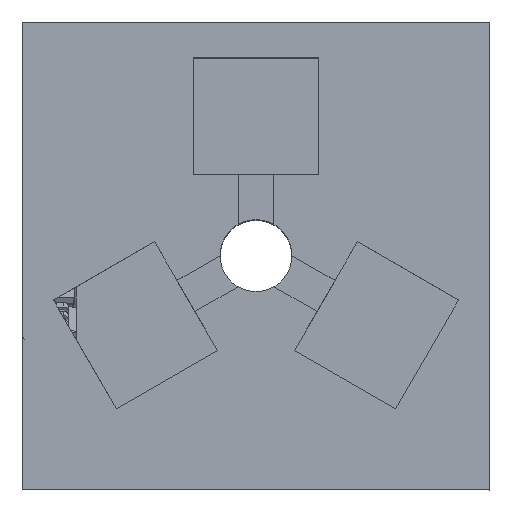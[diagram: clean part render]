
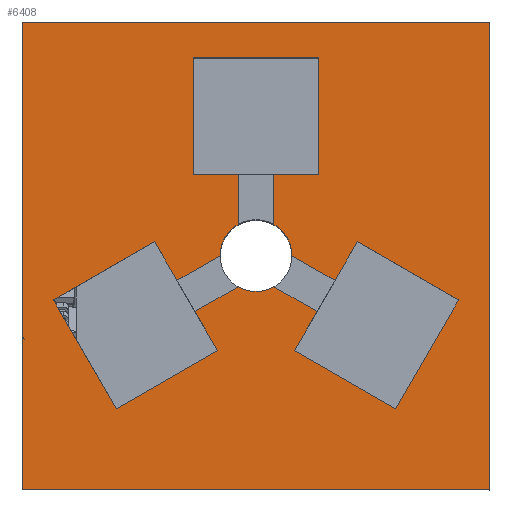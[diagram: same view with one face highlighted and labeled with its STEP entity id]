
A CAD part, top view. The second image highlights one B-rep face of the part: STEP entity #6408.
In plain terms, the highlighted planar face has unit normal (0, 0, 1).
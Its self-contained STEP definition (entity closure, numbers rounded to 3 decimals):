
#26=FACE_BOUND('',#1038,.T.);
#396=CIRCLE('',#6832,2.);
#398=CIRCLE('',#6834,2.);
#400=CIRCLE('',#6836,2.);
#706=FACE_OUTER_BOUND('',#1037,.T.);
#1037=EDGE_LOOP('',(#5476,#5477,#5478,#5479,#5480));
#1038=EDGE_LOOP('',(#5481,#5482,#5483,#5484,#5485,#5486,#5487,#5488,#5489,
#5490,#5491,#5492,#5493,#5494,#5495,#5496,#5497,#5498,#5499,#5500,#5501,
#5502,#5503,#5504));
#1447=LINE('',#9764,#2191);
#1460=LINE('',#9793,#2204);
#1468=LINE('',#9811,#2212);
#1545=LINE('',#10020,#2289);
#1549=LINE('',#10029,#2293);
#1553=LINE('',#10038,#2297);
#1557=LINE('',#10045,#2301);
#1559=LINE('',#10050,#2303);
#1563=LINE('',#10059,#2307);
#1567=LINE('',#10066,#2311);
#1569=LINE('',#10070,#2313);
#1571=LINE('',#10074,#2315);
#1574=LINE('',#10078,#2318);
#1575=LINE('',#10081,#2319);
#1577=LINE('',#10084,#2321);
#1578=LINE('',#10085,#2322);
#1580=LINE('',#10089,#2324);
#1582=LINE('',#10092,#2326);
#1583=LINE('',#10093,#2327);
#1744=LINE('',#10418,#2488);
#1757=LINE('',#10439,#2501);
#1758=LINE('',#10440,#2502);
#1786=LINE('',#10491,#2530);
#1791=LINE('',#10501,#2535);
#1796=LINE('',#10510,#2540);
#1797=LINE('',#10512,#2541);
#2191=VECTOR('',#8036,10.);
#2204=VECTOR('',#8055,10.);
#2212=VECTOR('',#8067,10.);
#2289=VECTOR('',#8242,10.);
#2293=VECTOR('',#8248,10.);
#2297=VECTOR('',#8254,10.);
#2301=VECTOR('',#8260,10.);
#2303=VECTOR('',#8264,10.);
#2307=VECTOR('',#8270,10.);
#2311=VECTOR('',#8276,10.);
#2313=VECTOR('',#8280,10.);
#2315=VECTOR('',#8284,10.);
#2318=VECTOR('',#8287,10.);
#2319=VECTOR('',#8290,10.);
#2321=VECTOR('',#8294,10.);
#2322=VECTOR('',#8295,10.);
#2324=VECTOR('',#8299,10.);
#2326=VECTOR('',#8303,10.);
#2327=VECTOR('',#8304,10.);
#2488=VECTOR('',#8573,10.);
#2501=VECTOR('',#8588,10.);
#2502=VECTOR('',#8589,10.);
#2530=VECTOR('',#8637,10.);
#2535=VECTOR('',#8644,10.);
#2540=VECTOR('',#8655,10.);
#2541=VECTOR('',#8658,10.);
#2851=VERTEX_POINT('',#9762);
#2852=VERTEX_POINT('',#9763);
#2864=VERTEX_POINT('',#9791);
#2865=VERTEX_POINT('',#9792);
#2872=VERTEX_POINT('',#9809);
#2873=VERTEX_POINT('',#9810);
#2890=VERTEX_POINT('',#9850);
#2892=VERTEX_POINT('',#9855);
#2894=VERTEX_POINT('',#9860);
#2955=VERTEX_POINT('',#10018);
#2956=VERTEX_POINT('',#10019);
#2959=VERTEX_POINT('',#10027);
#2960=VERTEX_POINT('',#10028);
#2963=VERTEX_POINT('',#10036);
#2964=VERTEX_POINT('',#10037);
#2967=VERTEX_POINT('',#10048);
#2968=VERTEX_POINT('',#10049);
#2971=VERTEX_POINT('',#10057);
#2972=VERTEX_POINT('',#10058);
#2975=VERTEX_POINT('',#10069);
#2976=VERTEX_POINT('',#10073);
#2978=VERTEX_POINT('',#10080);
#2979=VERTEX_POINT('',#10088);
#3088=VERTEX_POINT('',#10415);
#3089=VERTEX_POINT('',#10417);
#3092=VERTEX_POINT('',#10431);
#3095=VERTEX_POINT('',#10436);
#3096=VERTEX_POINT('',#10438);
#3114=VERTEX_POINT('',#10507);
#3569=EDGE_CURVE('',#2851,#2852,#1447,.T.);
#3582=EDGE_CURVE('',#2864,#2865,#1460,.T.);
#3590=EDGE_CURVE('',#2872,#2873,#1468,.T.);
#3610=EDGE_CURVE('',#2865,#2890,#396,.T.);
#3613=EDGE_CURVE('',#2873,#2892,#398,.T.);
#3616=EDGE_CURVE('',#2852,#2894,#400,.T.);
#3695=EDGE_CURVE('',#2955,#2956,#1545,.T.);
#3699=EDGE_CURVE('',#2959,#2960,#1549,.T.);
#3703=EDGE_CURVE('',#2963,#2964,#1553,.T.);
#3707=EDGE_CURVE('',#2964,#2959,#1557,.T.);
#3709=EDGE_CURVE('',#2967,#2968,#1559,.T.);
#3713=EDGE_CURVE('',#2971,#2972,#1563,.T.);
#3717=EDGE_CURVE('',#2972,#2967,#1567,.T.);
#3719=EDGE_CURVE('',#2894,#2975,#1569,.T.);
#3721=EDGE_CURVE('',#2975,#2976,#1571,.T.);
#3724=EDGE_CURVE('',#2956,#2864,#1574,.T.);
#3725=EDGE_CURVE('',#2890,#2978,#1575,.T.);
#3727=EDGE_CURVE('',#2960,#2872,#1577,.T.);
#3728=EDGE_CURVE('',#2978,#2963,#1578,.T.);
#3730=EDGE_CURVE('',#2892,#2979,#1580,.T.);
#3732=EDGE_CURVE('',#2968,#2851,#1582,.T.);
#3733=EDGE_CURVE('',#2979,#2971,#1583,.T.);
#3898=EDGE_CURVE('',#3088,#3089,#1744,.T.);
#3911=EDGE_CURVE('',#3096,#3095,#1757,.T.);
#3912=EDGE_CURVE('',#3096,#3092,#1758,.T.);
#3941=EDGE_CURVE('',#3095,#3089,#1786,.T.);
#3946=EDGE_CURVE('',#3088,#3092,#1791,.T.);
#3953=EDGE_CURVE('',#2976,#3114,#1796,.T.);
#3954=EDGE_CURVE('',#3114,#2955,#1797,.T.);
#5476=ORIENTED_EDGE('',*,*,#3911,.T.);
#5477=ORIENTED_EDGE('',*,*,#3941,.T.);
#5478=ORIENTED_EDGE('',*,*,#3898,.F.);
#5479=ORIENTED_EDGE('',*,*,#3946,.T.);
#5480=ORIENTED_EDGE('',*,*,#3912,.F.);
#5481=ORIENTED_EDGE('',*,*,#3954,.F.);
#5482=ORIENTED_EDGE('',*,*,#3953,.F.);
#5483=ORIENTED_EDGE('',*,*,#3721,.F.);
#5484=ORIENTED_EDGE('',*,*,#3719,.F.);
#5485=ORIENTED_EDGE('',*,*,#3616,.F.);
#5486=ORIENTED_EDGE('',*,*,#3569,.F.);
#5487=ORIENTED_EDGE('',*,*,#3732,.F.);
#5488=ORIENTED_EDGE('',*,*,#3709,.F.);
#5489=ORIENTED_EDGE('',*,*,#3717,.F.);
#5490=ORIENTED_EDGE('',*,*,#3713,.F.);
#5491=ORIENTED_EDGE('',*,*,#3733,.F.);
#5492=ORIENTED_EDGE('',*,*,#3730,.F.);
#5493=ORIENTED_EDGE('',*,*,#3613,.F.);
#5494=ORIENTED_EDGE('',*,*,#3590,.F.);
#5495=ORIENTED_EDGE('',*,*,#3727,.F.);
#5496=ORIENTED_EDGE('',*,*,#3699,.F.);
#5497=ORIENTED_EDGE('',*,*,#3707,.F.);
#5498=ORIENTED_EDGE('',*,*,#3703,.F.);
#5499=ORIENTED_EDGE('',*,*,#3728,.F.);
#5500=ORIENTED_EDGE('',*,*,#3725,.F.);
#5501=ORIENTED_EDGE('',*,*,#3610,.F.);
#5502=ORIENTED_EDGE('',*,*,#3582,.F.);
#5503=ORIENTED_EDGE('',*,*,#3724,.F.);
#5504=ORIENTED_EDGE('',*,*,#3695,.F.);
#5937=PLANE('',#6955);
#6408=ADVANCED_FACE('',(#706,#26),#5937,.F.);
#6832=AXIS2_PLACEMENT_3D('',#9851,#8098,#8099);
#6834=AXIS2_PLACEMENT_3D('',#9856,#8103,#8104);
#6836=AXIS2_PLACEMENT_3D('',#9861,#8108,#8109);
#6955=AXIS2_PLACEMENT_3D('',#10514,#8660,#8661);
#8036=DIRECTION('',(0.,-1.,0.));
#8055=DIRECTION('',(0.866,0.5,0.));
#8067=DIRECTION('',(-0.866,0.5,0.));
#8098=DIRECTION('center_axis',(0.,0.,1.));
#8099=DIRECTION('ref_axis',(1.,0.,0.));
#8103=DIRECTION('center_axis',(0.,0.,1.));
#8104=DIRECTION('ref_axis',(1.,0.,0.));
#8108=DIRECTION('center_axis',(0.,0.,1.));
#8109=DIRECTION('ref_axis',(1.,0.,0.));
#8242=DIRECTION('',(0.866,0.5,0.));
#8248=DIRECTION('',(-0.866,0.5,0.));
#8254=DIRECTION('',(0.866,-0.5,0.));
#8260=DIRECTION('',(0.5,0.866,0.));
#8264=DIRECTION('',(0.,-1.,0.));
#8270=DIRECTION('',(0.,1.,0.));
#8276=DIRECTION('',(-1.,0.,0.));
#8280=DIRECTION('',(-0.866,-0.5,0.));
#8284=DIRECTION('',(-0.5,0.866,0.));
#8287=DIRECTION('',(-0.5,0.866,0.));
#8290=DIRECTION('',(0.866,-0.5,0.));
#8294=DIRECTION('',(-0.5,-0.866,0.));
#8295=DIRECTION('',(-0.5,-0.866,0.));
#8299=DIRECTION('',(0.,1.,0.));
#8303=DIRECTION('',(1.,0.,0.));
#8304=DIRECTION('',(1.,0.,0.));
#8573=DIRECTION('',(0.,-1.,0.));
#8588=DIRECTION('',(0.,-1.,0.));
#8589=DIRECTION('',(0.,1.,0.));
#8637=DIRECTION('',(1.,0.,0.));
#8644=DIRECTION('',(-1.,0.,0.));
#8655=DIRECTION('',(-0.866,-0.5,0.));
#8658=DIRECTION('',(0.5,-0.866,0.));
#8660=DIRECTION('center_axis',(0.,0.,-1.));
#8661=DIRECTION('ref_axis',(1.,0.,0.));
#9762=CARTESIAN_POINT('',(-1.,-10.5,13.));
#9763=CARTESIAN_POINT('',(-1.,-13.268,13.));
#9764=CARTESIAN_POINT('',(-1.,-7.211,13.));
#9791=CARTESIAN_POINT('',(-3.397,-18.116,13.));
#9792=CARTESIAN_POINT('',(-1.,-16.732,13.));
#9793=CARTESIAN_POINT('',(-1.377,-16.95,13.));
#9809=CARTESIAN_POINT('',(4.397,-16.384,13.));
#9810=CARTESIAN_POINT('',(2.,-15.,13.));
#9811=CARTESIAN_POINT('',(-7.373,-9.589,13.));
#9850=CARTESIAN_POINT('',(1.,-16.732,13.));
#9851=CARTESIAN_POINT('Origin',(0.,-15.,
13.));
#9855=CARTESIAN_POINT('',(1.,-13.268,13.));
#9856=CARTESIAN_POINT('Origin',(0.,-15.,
13.));
#9860=CARTESIAN_POINT('',(-2.,-15.,13.));
#9861=CARTESIAN_POINT('Origin',(0.,-15.,
13.));
#10018=CARTESIAN_POINT('',(-7.776,-23.531,13.));
#10019=CARTESIAN_POINT('',(-2.147,-20.281,13.));
#10020=CARTESIAN_POINT('',(-2.692,-20.596,13.));
#10027=CARTESIAN_POINT('',(11.276,-17.469,13.));
#10028=CARTESIAN_POINT('',(5.647,-14.219,13.));
#10029=CARTESIAN_POINT('',(-3.558,-8.904,13.));
#10036=CARTESIAN_POINT('',(2.147,-20.281,13.));
#10037=CARTESIAN_POINT('',(7.776,-23.531,13.));
#10038=CARTESIAN_POINT('',(-4.027,-16.717,13.));
#10045=CARTESIAN_POINT('',(11.961,-16.282,13.));
#10048=CARTESIAN_POINT('',(-3.5,-4.,13.));
#10049=CARTESIAN_POINT('',(-3.5,-10.5,13.));
#10050=CARTESIAN_POINT('',(-3.5,-4.25,13.));
#10057=CARTESIAN_POINT('',(3.5,-10.5,13.));
#10058=CARTESIAN_POINT('',(3.5,-4.,13.));
#10059=CARTESIAN_POINT('',(3.5,-0.75,13.));
#10066=CARTESIAN_POINT('',(-8.125,-4.,13.));
#10069=CARTESIAN_POINT('',(-4.397,-16.384,13.));
#10070=CARTESIAN_POINT('',(-4.942,-16.699,13.));
#10073=CARTESIAN_POINT('',(-5.647,-14.219,13.));
#10074=CARTESIAN_POINT('',(-9.582,-7.403,13.));
#10078=CARTESIAN_POINT('',(-9.582,-7.403,13.));
#10080=CARTESIAN_POINT('',(3.397,-18.116,13.));
#10081=CARTESIAN_POINT('',(-5.808,-12.801,13.));
#10084=CARTESIAN_POINT('',(4.707,-15.847,13.));
#10085=CARTESIAN_POINT('',(4.707,-15.847,13.));
#10088=CARTESIAN_POINT('',(1.,-10.5,13.));
#10089=CARTESIAN_POINT('',(1.,-4.25,13.));
#10092=CARTESIAN_POINT('',(-4.875,-10.5,13.));
#10093=CARTESIAN_POINT('',(-4.875,-10.5,13.));
#10415=CARTESIAN_POINT('',(13.,-2.,13.));
#10417=CARTESIAN_POINT('',(13.,-28.,13.));
#10418=CARTESIAN_POINT('',(13.,0.,13.));
#10431=CARTESIAN_POINT('',(-13.,-2.,13.));
#10436=CARTESIAN_POINT('',(-13.,-28.,13.));
#10438=CARTESIAN_POINT('',(-13.,-19.483,13.));
#10439=CARTESIAN_POINT('',(-13.,0.,13.));
#10440=CARTESIAN_POINT('',(-13.,-19.483,13.));
#10491=CARTESIAN_POINT('',(1.,-28.,13.));
#10501=CARTESIAN_POINT('',(1.,-2.,13.));
#10507=CARTESIAN_POINT('',(-11.276,-17.469,13.));
#10510=CARTESIAN_POINT('',(-9.223,-16.283,13.));
#10512=CARTESIAN_POINT('',(-13.586,-13.468,13.));
#10514=CARTESIAN_POINT('Origin',(-13.,0.,13.));
